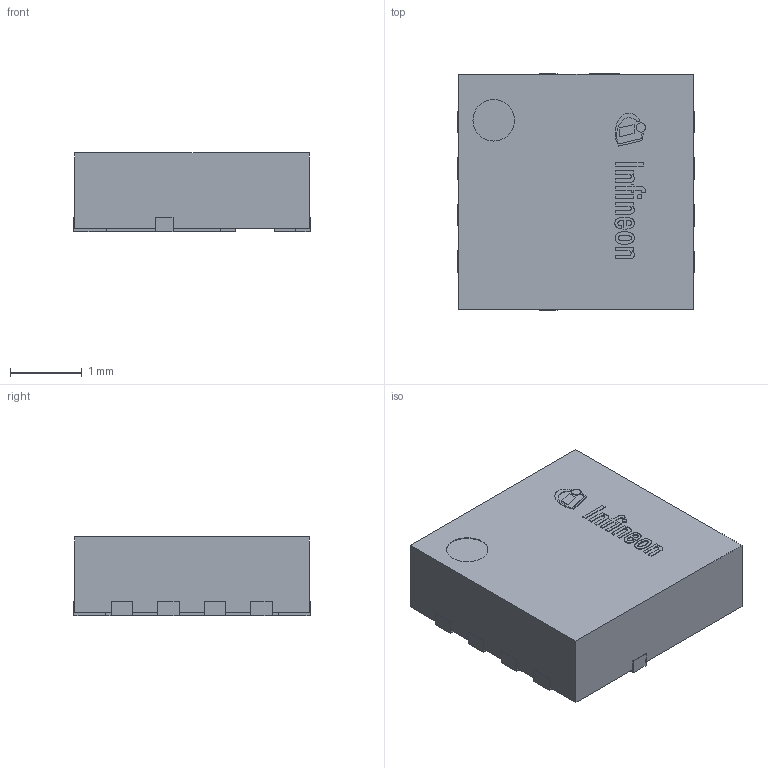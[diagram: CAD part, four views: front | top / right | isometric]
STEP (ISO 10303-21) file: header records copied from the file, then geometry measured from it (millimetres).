
FILE_DESCRIPTION(/* description */ (''),/* implementation_level */ '2;1');
FILE_NAME(/* name */ 'PG-TTFN-9-1_Z8B00191376_V03_3D.stp',/* time_stamp */ '2019-06-21T15:46:15+05:00',/* author */ ('janartha'),/* organization */ (''),/* preprocessor_version */ 'ST-DEVELOPER v16.13',/* originating_system */ 'AutoCAD Mechanical',/* authorisation */ '');
FILE_SCHEMA (('AUTOMOTIVE_DESIGN { 1 0 10303 214 3 1 1 }'));
Length unit declared in the file: millimetre
Products named in the file (1): Product
Bounding box: 3.3 x 3.3 x 1.11 mm (x, y, z)
Volume: 11.6 mm3; surface area: 54.4 mm2
Topology: 17 solids, 17 shells, 338 faces, 909 edges, 606 vertices
Faces by surface type: plane 199, cylinder 139
Full cylindrical faces by diameter (mm): 0.062 x1, 0.129 x1, 0.58 x2
Entity records: 10643 total; most frequent: DIRECTION 1861, CARTESIAN_POINT 1850, ORIENTED_EDGE 1810, EDGE_CURVE 905, LINE 627, VECTOR 627, AXIS2_PLACEMENT_3D 617, VERTEX_POINT 606
